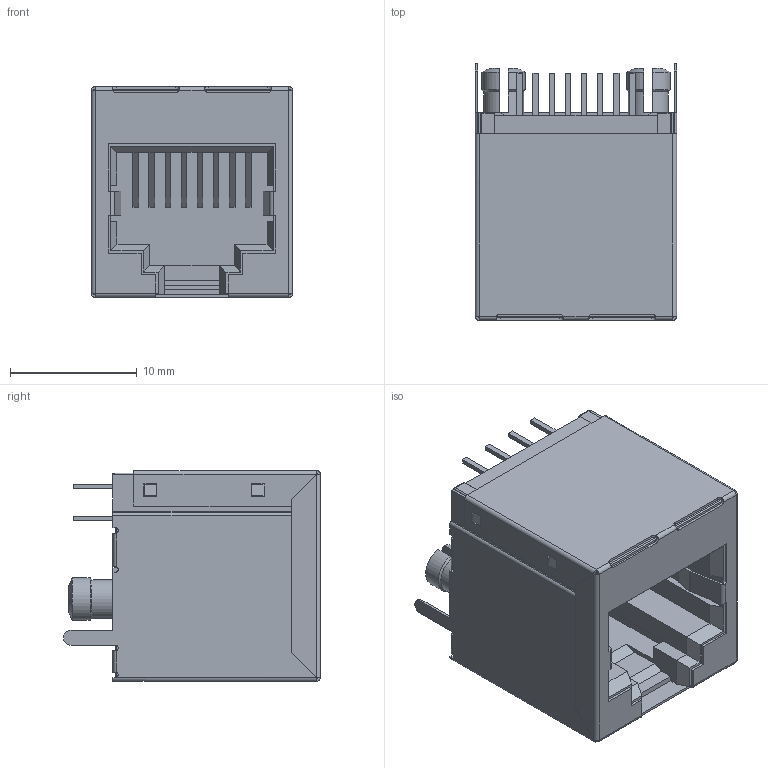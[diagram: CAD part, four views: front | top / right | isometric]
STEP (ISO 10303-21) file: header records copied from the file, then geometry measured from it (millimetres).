
FILE_DESCRIPTION(('STEP AP214'),'1');
FILE_NAME('43759.stp','2014-10-28T17:18:11',('TraceParts'),('TraceParts S.A.'),'XStep 1.0',' ',' ');
FILE_SCHEMA(('automotive_design'));
Length unit declared in the file: millimetre
Products named in the file (11): Assem1|Shielding;Shielding; Assem1|Insulator;Insulator; Assem1|Insulator_2;Insulator_2; Assem1|Pin2;Pin2; Assem1|Pin1;Pin1
Bounding box: 15.9 x 20.3 x 16.65 mm (x, y, z)
Volume: 2719.9 mm3; surface area: 6429.4 mm2
Topology: 11 solids, 11 shells, 842 faces, 2262 edges, 1425 vertices
Faces by surface type: plane 622, cylinder 176, bspline 24, cone 8, sphere 8, torus 4
Entity records: 34397 total; most frequent: CARTESIAN_POINT 5070, ORIENTED_EDGE 4508, DIRECTION 4223, EDGE_CURVE 2254, LINE 1831, VECTOR 1831, STYLED_ITEM 1444, PRESENTATION_STYLE_ASSIGNMENT 1444
